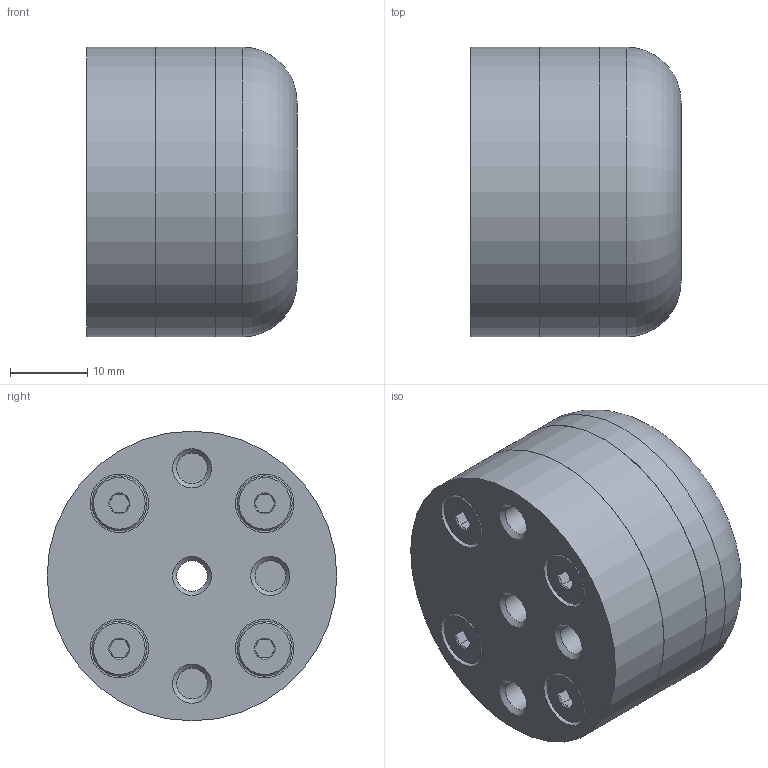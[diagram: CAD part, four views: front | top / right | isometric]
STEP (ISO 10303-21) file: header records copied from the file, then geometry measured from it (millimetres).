
FILE_DESCRIPTION(/* description */ ('Body'),/* implementation_level */ '2;1');
FILE_NAME(/* name */ 'MLL2001.stp',/* time_stamp */ '2015-03-13T10:09:09-05:00',/* author */ ('scottg'),/* organization */ ('FasTest,Inc.'),/* preprocessor_version */ 'ST-DEVELOPER v15.2',/* originating_system */ 'Autodesk Inventor 2014',/* authorisation */ 'SG');
FILE_SCHEMA (('AUTOMOTIVE_DESIGN { 1 0 10303 214 3 1 1 }'));
Length unit declared in the file: inch
Products named in the file (4): MLL2001 CAD Model; 94035A151; 94035A525; MLL2001
Bounding box: 27.25 x 37.59 x 37.59 mm (x, y, z)
Volume: 26351.5 mm3; surface area: 9222.6 mm2
Topology: 5 solids, 5 shells, 160 faces, 378 edges, 253 vertices
Faces by surface type: plane 59, cone 49, cylinder 39, bspline 8, torus 5
Full cylindrical faces by diameter (mm): 2.423 x4, 3.962 x4, 3.969 x4, 4.318 x4, 7.144 x4, 7.595 x4, 7.95 x1, 15.748 x1, 35.814 x2, 37.592 x3
Entity records: 4157 total; most frequent: CARTESIAN_POINT 2119, DIRECTION 406, ORIENTED_EDGE 352, AXIS2_PLACEMENT_3D 191, EDGE_CURVE 176, EDGE_LOOP 166, VERTEX_POINT 142, ADVANCED_FACE 102
